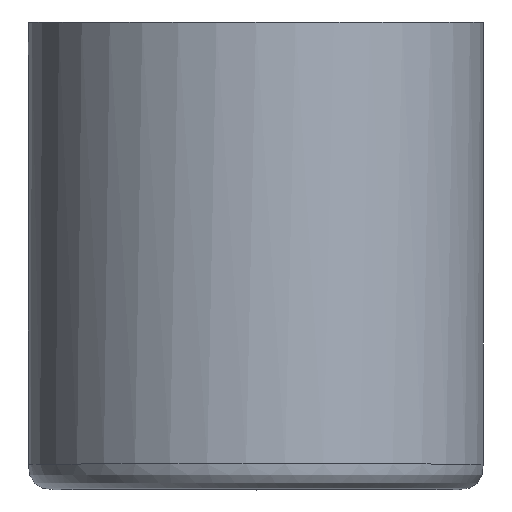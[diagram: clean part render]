
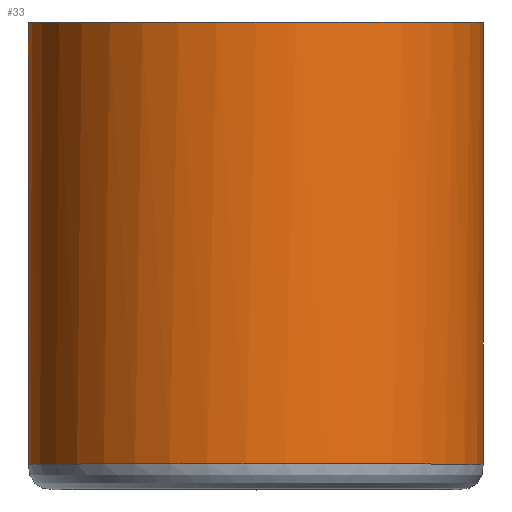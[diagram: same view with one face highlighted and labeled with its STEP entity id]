
A CAD part, top view. The second image highlights one B-rep face of the part: STEP entity #33.
In plain terms, the highlighted cylindrical face has radius 45.535 mm (diameter 91.07 mm), a full revolution.
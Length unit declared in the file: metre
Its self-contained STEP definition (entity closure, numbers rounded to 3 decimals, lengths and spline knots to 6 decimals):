
#33 = ADVANCED_FACE( '', ( #66, #67 ), #68, .T. );
#66 = FACE_OUTER_BOUND( '', #101, .T. );
#67 = FACE_OUTER_BOUND( '', #102, .T. );
#68 = CYLINDRICAL_SURFACE( '', #103, 0.045535 );
#101 = EDGE_LOOP( '', ( #233 ) );
#102 = EDGE_LOOP( '', ( #234 ) );
#103 = AXIS2_PLACEMENT_3D( '', #235, #236, #237 );
#233 = ORIENTED_EDGE( '', *, *, #269, .T. );
#234 = ORIENTED_EDGE( '', *, *, #270, .T. );
#235 = CARTESIAN_POINT( '', ( 0., -0.093472, 0. ) );
#236 = DIRECTION( '', ( 0., -1., 0. ) );
#237 = DIRECTION( '', ( 0., 0., 1. ) );
#269 = EDGE_CURVE( '', #285, #285, #286, .T. );
#270 = EDGE_CURVE( '', #287, #287, #288, .T. );
#285 = VERTEX_POINT( '', #306 );
#286 = B_SPLINE_CURVE_WITH_KNOTS( '', 3, ( #307, #308, #309, #310, #311, #312, #313, #314, #315, #316, #317, #318, #319, #320, #321, #322, #323, #324, #325, #326, #327, #328, #329, #330, #331, #332, #333, #334, #335, #336, #337, #338, #339, #340, #341, #342, #343, #344, #345, #346, #347, #348, #349, #350, #351, #352, #353, #354, #355, #356, #357, #358, #359, #360, #361, #362, #363, #364, #365, #366, #367, #368, #369, #370, #371, #372 ), .UNSPECIFIED., .T., .F., ( 2, 2, 2, 2, 2, 2, 2, 2, 2, 2, 2, 2, 2, 2, 2, 2, 2, 2, 2, 2, 2, 2, 2, 2, 2, 2, 2, 2, 2, 2, 2, 2, 2, 2, 2 ), ( -0.03125, 0., 0.03125, 0.0625, 0.09375, 0.125, 0.15625, 0.1875, 0.21875, 0.25, 0.28125, 0.3125, 0.34375, 0.375, 0.40625, 0.4375, 0.46875, 0.5, 0.53125, 0.5625, 0.59375, 0.625, 0.65625, 0.6875, 0.71875, 0.75, 0.78125, 0.8125, 0.84375, 0.875, 0.90625, 0.9375, 0.96875, 1., 1.03125 ), .UNSPECIFIED. );
#287 = VERTEX_POINT( '', #373 );
#288 = CIRCLE( '', #374, 0.045535 );
#306 = CARTESIAN_POINT( '', ( 0., -0.088392, -0.045535 ) );
#307 = CARTESIAN_POINT( '', ( 0.00298, -0.088392, -0.045535 ) );
#308 = CARTESIAN_POINT( '', ( -0.00298, -0.088392, -0.045535 ) );
#309 = CARTESIAN_POINT( '', ( -0.00596, -0.088392, -0.045241 ) );
#310 = CARTESIAN_POINT( '', ( -0.011806, -0.088392, -0.044079 ) );
#311 = CARTESIAN_POINT( '', ( -0.014672, -0.088392, -0.043209 ) );
#312 = CARTESIAN_POINT( '', ( -0.020179, -0.088392, -0.040928 ) );
#313 = CARTESIAN_POINT( '', ( -0.02282, -0.088392, -0.039517 ) );
#314 = CARTESIAN_POINT( '', ( -0.027776, -0.088392, -0.036205 ) );
#315 = CARTESIAN_POINT( '', ( -0.030091, -0.088392, -0.034305 ) );
#316 = CARTESIAN_POINT( '', ( -0.034305, -0.088392, -0.030091 ) );
#317 = CARTESIAN_POINT( '', ( -0.036205, -0.088392, -0.027776 ) );
#318 = CARTESIAN_POINT( '', ( -0.039517, -0.088392, -0.02282 ) );
#319 = CARTESIAN_POINT( '', ( -0.040928, -0.088392, -0.020179 ) );
#320 = CARTESIAN_POINT( '', ( -0.043209, -0.088392, -0.014672 ) );
#321 = CARTESIAN_POINT( '', ( -0.044079, -0.088392, -0.011806 ) );
#322 = CARTESIAN_POINT( '', ( -0.045241, -0.088392, -0.00596 ) );
#323 = CARTESIAN_POINT( '', ( -0.045535, -0.088392, -0.00298 ) );
#324 = CARTESIAN_POINT( '', ( -0.045535, -0.088392, 0.00298 ) );
#325 = CARTESIAN_POINT( '', ( -0.045241, -0.088392, 0.00596 ) );
#326 = CARTESIAN_POINT( '', ( -0.044079, -0.088392, 0.011806 ) );
#327 = CARTESIAN_POINT( '', ( -0.043209, -0.088392, 0.014672 ) );
#328 = CARTESIAN_POINT( '', ( -0.040928, -0.088392, 0.020179 ) );
#329 = CARTESIAN_POINT( '', ( -0.039517, -0.088392, 0.02282 ) );
#330 = CARTESIAN_POINT( '', ( -0.036205, -0.088392, 0.027776 ) );
#331 = CARTESIAN_POINT( '', ( -0.034305, -0.088392, 0.030091 ) );
#332 = CARTESIAN_POINT( '', ( -0.030091, -0.088392, 0.034305 ) );
#333 = CARTESIAN_POINT( '', ( -0.027776, -0.088392, 0.036205 ) );
#334 = CARTESIAN_POINT( '', ( -0.02282, -0.088392, 0.039517 ) );
#335 = CARTESIAN_POINT( '', ( -0.020179, -0.088392, 0.040928 ) );
#336 = CARTESIAN_POINT( '', ( -0.014672, -0.088392, 0.043209 ) );
#337 = CARTESIAN_POINT( '', ( -0.011806, -0.088392, 0.044079 ) );
#338 = CARTESIAN_POINT( '', ( -0.00596, -0.088392, 0.045241 ) );
#339 = CARTESIAN_POINT( '', ( -0.00298, -0.088392, 0.045535 ) );
#340 = CARTESIAN_POINT( '', ( 0.00298, -0.088392, 0.045535 ) );
#341 = CARTESIAN_POINT( '', ( 0.00596, -0.088392, 0.045241 ) );
#342 = CARTESIAN_POINT( '', ( 0.011806, -0.088392, 0.044079 ) );
#343 = CARTESIAN_POINT( '', ( 0.014672, -0.088392, 0.043209 ) );
#344 = CARTESIAN_POINT( '', ( 0.020179, -0.088392, 0.040928 ) );
#345 = CARTESIAN_POINT( '', ( 0.02282, -0.088392, 0.039517 ) );
#346 = CARTESIAN_POINT( '', ( 0.027776, -0.088392, 0.036205 ) );
#347 = CARTESIAN_POINT( '', ( 0.030091, -0.088392, 0.034305 ) );
#348 = CARTESIAN_POINT( '', ( 0.034305, -0.088392, 0.030091 ) );
#349 = CARTESIAN_POINT( '', ( 0.036205, -0.088392, 0.027776 ) );
#350 = CARTESIAN_POINT( '', ( 0.039517, -0.088392, 0.02282 ) );
#351 = CARTESIAN_POINT( '', ( 0.040928, -0.088392, 0.020179 ) );
#352 = CARTESIAN_POINT( '', ( 0.043209, -0.088392, 0.014672 ) );
#353 = CARTESIAN_POINT( '', ( 0.044079, -0.088392, 0.011806 ) );
#354 = CARTESIAN_POINT( '', ( 0.045241, -0.088392, 0.00596 ) );
#355 = CARTESIAN_POINT( '', ( 0.045535, -0.088392, 0.00298 ) );
#356 = CARTESIAN_POINT( '', ( 0.045535, -0.088392, -0.00298 ) );
#357 = CARTESIAN_POINT( '', ( 0.045241, -0.088392, -0.00596 ) );
#358 = CARTESIAN_POINT( '', ( 0.044079, -0.088392, -0.011806 ) );
#359 = CARTESIAN_POINT( '', ( 0.043209, -0.088392, -0.014672 ) );
#360 = CARTESIAN_POINT( '', ( 0.040928, -0.088392, -0.020179 ) );
#361 = CARTESIAN_POINT( '', ( 0.039517, -0.088392, -0.02282 ) );
#362 = CARTESIAN_POINT( '', ( 0.036205, -0.088392, -0.027776 ) );
#363 = CARTESIAN_POINT( '', ( 0.034305, -0.088392, -0.030091 ) );
#364 = CARTESIAN_POINT( '', ( 0.030091, -0.088392, -0.034305 ) );
#365 = CARTESIAN_POINT( '', ( 0.027776, -0.088392, -0.036205 ) );
#366 = CARTESIAN_POINT( '', ( 0.02282, -0.088392, -0.039517 ) );
#367 = CARTESIAN_POINT( '', ( 0.020179, -0.088392, -0.040928 ) );
#368 = CARTESIAN_POINT( '', ( 0.014672, -0.088392, -0.043209 ) );
#369 = CARTESIAN_POINT( '', ( 0.011806, -0.088392, -0.044079 ) );
#370 = CARTESIAN_POINT( '', ( 0.00596, -0.088392, -0.045241 ) );
#371 = CARTESIAN_POINT( '', ( 0.00298, -0.088392, -0.045535 ) );
#372 = CARTESIAN_POINT( '', ( -0.00298, -0.088392, -0.045535 ) );
#373 = CARTESIAN_POINT( '', ( 0., 0., -0.045535 ) );
#374 = AXIS2_PLACEMENT_3D( '', #458, #459, #460 );
#458 = CARTESIAN_POINT( '', ( 0., 0., 0. ) );
#459 = DIRECTION( '', ( 0., -1., 0. ) );
#460 = DIRECTION( '', ( 0., 0., -1. ) );
